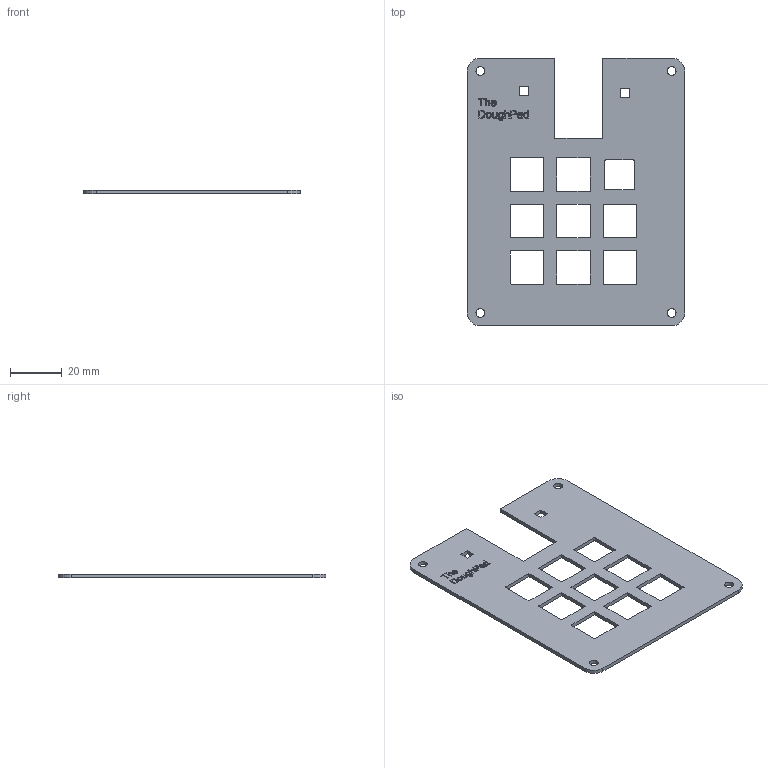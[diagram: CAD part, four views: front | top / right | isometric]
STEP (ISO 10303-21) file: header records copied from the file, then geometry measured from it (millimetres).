
FILE_DESCRIPTION(/* description */ (''),/* implementation_level */ '2;1');
FILE_NAME(/* name */ 'Doughpad Top v4.step',/* time_stamp */ '2025-07-31T22:54:07+09:00',/* author */ (''),/* organization */ (''),/* preprocessor_version */ 'ST-DEVELOPER v20.1',/* originating_system */ 'Autodesk Translation Framework v14.10.0.0',/* authorisation */ '');
FILE_SCHEMA (('AUTOMOTIVE_DESIGN { 1 0 10303 214 3 1 1 }'));
Length unit declared in the file: millimetre
Products named in the file (1): Top
Bounding box: 83.9 x 103.4 x 1.5 mm (x, y, z)
Volume: 9810.5 mm3; surface area: 14553.8 mm2
Topology: 1 solids, 1 shells, 317 faces, 891 edges, 594 vertices
Faces by surface type: bspline 165, plane 134, cylinder 18
Full cylindrical faces by diameter (mm): 3.4 x4
Entity records: 11791 total; most frequent: CARTESIAN_POINT 4608, ORIENTED_EDGE 1782, DIRECTION 903, EDGE_CURVE 891, VERTEX_POINT 594, LINE 525, VECTOR 525, EDGE_LOOP 365
